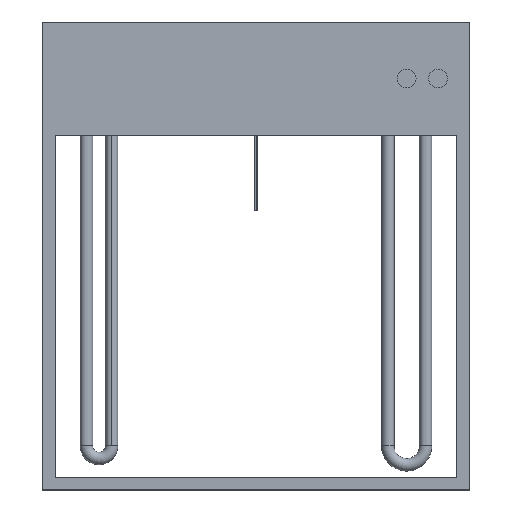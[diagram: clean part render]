
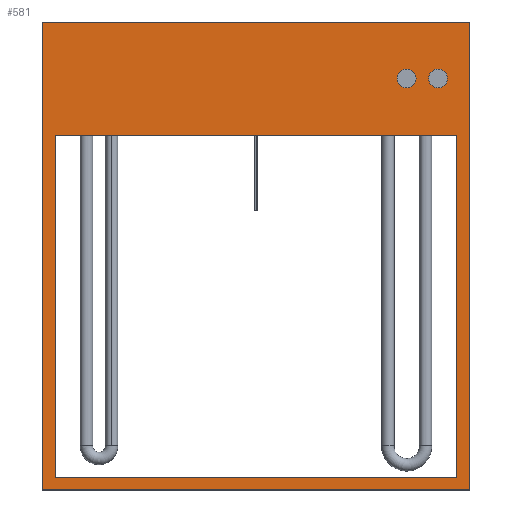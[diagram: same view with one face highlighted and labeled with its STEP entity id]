
A CAD part, top view. The second image highlights one B-rep face of the part: STEP entity #581.
In plain terms, the highlighted planar face has unit normal (0, 0, 1).
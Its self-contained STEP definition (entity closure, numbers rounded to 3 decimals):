
#21 = ORIENTED_EDGE ( 'NONE', *, *, #59, .T. ) ;
#33 = ORIENTED_EDGE ( 'NONE', *, *, #935, .T. ) ;
#43 = DIRECTION ( 'NONE',  ( 1., 0., 0. ) ) ;
#55 = EDGE_CURVE ( 'NONE', #416, #273, #362, .T. ) ;
#57 = CARTESIAN_POINT ( 'NONE',  ( 290., 282.5, 160. ) ) ;
#59 = EDGE_CURVE ( 'NONE', #319, #917, #79, .T. ) ;
#62 = VECTOR ( 'NONE', #223, 1000. ) ;
#68 = DIRECTION ( 'NONE',  ( 0., -1., 0. ) ) ;
#69 = EDGE_CURVE ( 'NONE', #81, #717, #104, .T. ) ;
#71 = CARTESIAN_POINT ( 'NONE',  ( 0., 0., 160. ) ) ;
#74 = CARTESIAN_POINT ( 'NONE',  ( 225., 282.5, 160. ) ) ;
#75 = FACE_BOUND ( 'NONE', #818, .T. ) ;
#79 = LINE ( 'NONE', #218, #62 ) ;
#81 = VERTEX_POINT ( 'NONE', #74 ) ;
#89 = ORIENTED_EDGE ( 'NONE', *, *, #913, .F. ) ;
#97 = CARTESIAN_POINT ( 'NONE',  ( 255., 282.5, 160. ) ) ;
#104 = CIRCLE ( 'NONE', #231, 15. ) ;
#115 = LINE ( 'NONE', #187, #484 ) ;
#123 = EDGE_CURVE ( 'NONE', #717, #81, #497, .T. ) ;
#143 = CARTESIAN_POINT ( 'NONE',  ( -340., -372.5, 160. ) ) ;
#145 = LINE ( 'NONE', #555, #814 ) ;
#157 = CARTESIAN_POINT ( 'NONE',  ( 320., 192.5, 160. ) ) ;
#187 = CARTESIAN_POINT ( 'NONE',  ( -340., 372.5, 160. ) ) ;
#218 = CARTESIAN_POINT ( 'NONE',  ( 320., -352.5, 160. ) ) ;
#223 = DIRECTION ( 'NONE',  ( -1., 0., 0. ) ) ;
#231 = AXIS2_PLACEMENT_3D ( 'NONE', #296, #358, #505 ) ;
#232 = CIRCLE ( 'NONE', #498, 15. ) ;
#249 = CARTESIAN_POINT ( 'NONE',  ( 320., -352.5, 160. ) ) ;
#252 = VERTEX_POINT ( 'NONE', #538 ) ;
#253 = DIRECTION ( 'NONE',  ( 0., 0., 1. ) ) ;
#255 = DIRECTION ( 'NONE',  ( 1., 0., 0. ) ) ;
#256 = EDGE_CURVE ( 'NONE', #273, #319, #402, .T. ) ;
#261 = CARTESIAN_POINT ( 'NONE',  ( 340., 372.5, 160. ) ) ;
#262 = CIRCLE ( 'NONE', #387, 15. ) ;
#267 = EDGE_CURVE ( 'NONE', #481, #380, #115, .T. ) ;
#273 = VERTEX_POINT ( 'NONE', #439 ) ;
#278 = PLANE ( 'NONE',  #782 ) ;
#282 = DIRECTION ( 'NONE',  ( 1., 0., 0. ) ) ;
#289 = DIRECTION ( 'NONE',  ( 1., 0., 0. ) ) ;
#296 = CARTESIAN_POINT ( 'NONE',  ( 240., 282.5, 160. ) ) ;
#302 = DIRECTION ( 'NONE',  ( 0., 0., 1. ) ) ;
#313 = ORIENTED_EDGE ( 'NONE', *, *, #123, .F. ) ;
#319 = VERTEX_POINT ( 'NONE', #249 ) ;
#347 = ORIENTED_EDGE ( 'NONE', *, *, #69, .F. ) ;
#350 = LINE ( 'NONE', #924, #811 ) ;
#353 = VECTOR ( 'NONE', #43, 1000. ) ;
#358 = DIRECTION ( 'NONE',  ( 0., 0., 1. ) ) ;
#362 = LINE ( 'NONE', #157, #529 ) ;
#371 = EDGE_LOOP ( 'NONE', ( #489, #21, #33, #691 ) ) ;
#380 = VERTEX_POINT ( 'NONE', #143 ) ;
#387 = AXIS2_PLACEMENT_3D ( 'NONE', #57, #920, #282 ) ;
#391 = VERTEX_POINT ( 'NONE', #839 ) ;
#399 = CARTESIAN_POINT ( 'NONE',  ( -340., -372.5, 160. ) ) ;
#402 = LINE ( 'NONE', #824, #859 ) ;
#405 = CARTESIAN_POINT ( 'NONE',  ( -340., 372.5, 160. ) ) ;
#406 = DIRECTION ( 'NONE',  ( 0., -1., 0. ) ) ;
#416 = VERTEX_POINT ( 'NONE', #542 ) ;
#417 = DIRECTION ( 'NONE',  ( 1., 0., 0. ) ) ;
#430 = EDGE_CURVE ( 'NONE', #746, #391, #232, .T. ) ;
#439 = CARTESIAN_POINT ( 'NONE',  ( 320., 192.5, 160. ) ) ;
#447 = CARTESIAN_POINT ( 'NONE',  ( 305., 282.5, 160. ) ) ;
#468 = DIRECTION ( 'NONE',  ( 0., -1., 0. ) ) ;
#472 = ORIENTED_EDGE ( 'NONE', *, *, #496, .F. ) ;
#473 = LINE ( 'NONE', #405, #353 ) ;
#481 = VERTEX_POINT ( 'NONE', #764 ) ;
#483 = AXIS2_PLACEMENT_3D ( 'NONE', #656, #302, #582 ) ;
#484 = VECTOR ( 'NONE', #406, 1000. ) ;
#489 = ORIENTED_EDGE ( 'NONE', *, *, #256, .T. ) ;
#496 = EDGE_CURVE ( 'Kenar2', #481, #842, #473, .T. ) ;
#497 = CIRCLE ( 'NONE', #483, 15. ) ;
#498 = AXIS2_PLACEMENT_3D ( 'NONE', #752, #253, #417 ) ;
#505 = DIRECTION ( 'NONE',  ( 1., 0., 0. ) ) ;
#529 = VECTOR ( 'NONE', #289, 1000. ) ;
#538 = CARTESIAN_POINT ( 'NONE',  ( 340., -372.5, 160. ) ) ;
#541 = EDGE_CURVE ( 'NONE', #391, #746, #262, .T. ) ;
#542 = CARTESIAN_POINT ( 'NONE',  ( -320., 192.5, 160. ) ) ;
#547 = ORIENTED_EDGE ( 'NONE', *, *, #541, .F. ) ;
#555 = CARTESIAN_POINT ( 'NONE',  ( 340., 372.5, 160. ) ) ;
#568 = ORIENTED_EDGE ( 'NONE', *, *, #430, .F. ) ;
#575 = DIRECTION ( 'NONE',  ( 0., 0., 1. ) ) ;
#581 = ADVANCED_FACE ( 'Y�z2', ( #716, #75, #712, #790 ), #278, .T. ) ;
#582 = DIRECTION ( 'NONE',  ( 1., 0., 0. ) ) ;
#630 = CARTESIAN_POINT ( 'NONE',  ( -320., -352.5, 160. ) ) ;
#634 = ORIENTED_EDGE ( 'NONE', *, *, #878, .T. ) ;
#656 = CARTESIAN_POINT ( 'NONE',  ( 240., 282.5, 160. ) ) ;
#691 = ORIENTED_EDGE ( 'NONE', *, *, #55, .T. ) ;
#712 = FACE_BOUND ( 'NONE', #371, .T. ) ;
#716 = FACE_BOUND ( 'NONE', #834, .T. ) ;
#717 = VERTEX_POINT ( 'NONE', #97 ) ;
#743 = EDGE_LOOP ( 'NONE', ( #750, #634, #89, #472 ) ) ;
#746 = VERTEX_POINT ( 'NONE', #447 ) ;
#749 = LINE ( 'NONE', #399, #922 ) ;
#750 = ORIENTED_EDGE ( 'NONE', *, *, #267, .T. ) ;
#752 = CARTESIAN_POINT ( 'NONE',  ( 290., 282.5, 160. ) ) ;
#764 = CARTESIAN_POINT ( 'NONE',  ( -340., 372.5, 160. ) ) ;
#782 = AXIS2_PLACEMENT_3D ( 'NONE', #71, #575, #862 ) ;
#790 = FACE_OUTER_BOUND ( 'NONE', #743, .T. ) ;
#811 = VECTOR ( 'NONE', #860, 1000. ) ;
#814 = VECTOR ( 'NONE', #68, 1000. ) ;
#818 = EDGE_LOOP ( 'NONE', ( #347, #313 ) ) ;
#824 = CARTESIAN_POINT ( 'NONE',  ( 320., -352.5, 160. ) ) ;
#834 = EDGE_LOOP ( 'NONE', ( #547, #568 ) ) ;
#839 = CARTESIAN_POINT ( 'NONE',  ( 275., 282.5, 160. ) ) ;
#842 = VERTEX_POINT ( 'NONE', #261 ) ;
#859 = VECTOR ( 'NONE', #468, 1000. ) ;
#860 = DIRECTION ( 'NONE',  ( 0., 1., 0. ) ) ;
#862 = DIRECTION ( 'NONE',  ( 1., 0., 0. ) ) ;
#878 = EDGE_CURVE ( 'NONE', #380, #252, #749, .T. ) ;
#913 = EDGE_CURVE ( 'NONE', #842, #252, #145, .T. ) ;
#917 = VERTEX_POINT ( 'NONE', #630 ) ;
#920 = DIRECTION ( 'NONE',  ( 0., 0., 1. ) ) ;
#922 = VECTOR ( 'NONE', #255, 1000. ) ;
#924 = CARTESIAN_POINT ( 'NONE',  ( -320., -352.5, 160. ) ) ;
#935 = EDGE_CURVE ( 'NONE', #917, #416, #350, .T. ) ;
